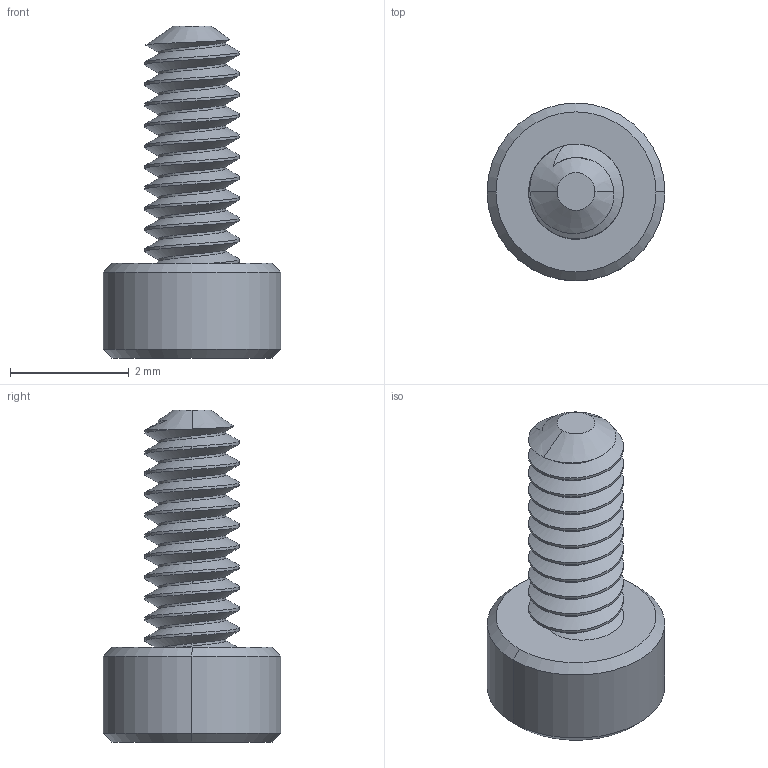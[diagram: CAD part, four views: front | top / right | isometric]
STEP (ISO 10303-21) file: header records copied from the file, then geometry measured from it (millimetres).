
FILE_DESCRIPTION (( 'STEP AP203' ), '1' );
FILE_NAME ('91292A261.step', '2014-03-06T13:47:08', ( '' ), ( '' ), 'SwSTEP 2.0', 'SolidWorks 2013', '' );
FILE_SCHEMA (( 'CONFIG_CONTROL_DESIGN' ));
Length unit declared in the file: millimetre
Products named in the file (1): 91292A261
Bounding box: 3 x 3 x 5.6 mm (x, y, z)
Volume: 14.7 mm3; surface area: 61.6 mm2
Topology: 1 solids, 1 shells, 72 faces, 188 edges, 120 vertices
Faces by surface type: cylinder 47, cone 13, plane 10, bspline 2
Entity records: 3385 total; most frequent: CARTESIAN_POINT 1828, ORIENTED_EDGE 376, DIRECTION 248, EDGE_CURVE 188, VERTEX_POINT 120, AXIS2_PLACEMENT_3D 92, EDGE_LOOP 74, FACE_OUTER_BOUND 72
